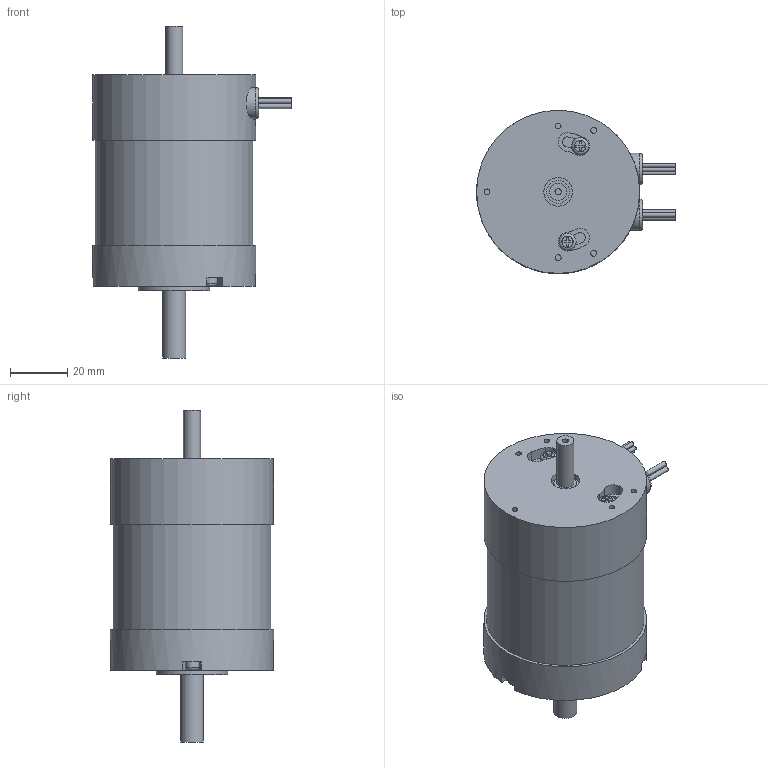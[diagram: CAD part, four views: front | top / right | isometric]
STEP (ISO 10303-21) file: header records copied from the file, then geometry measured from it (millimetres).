
FILE_DESCRIPTION( ( 'Unknown' ), '1' );
FILE_NAME( 'BR5773.stp', 'Unknown', ( 'Unknown' ), ( 'Unknown' ), 'PSStep 17.0.49', 'Unknown', ' ' );
FILE_SCHEMA( ( 'AUTOMOTIVE_DESIGN { 1 0 10303 214 1 1 1 1 }' ) );
Length unit declared in the file: millimetre
Products named in the file (1): 1
Bounding box: 69.48 x 57 x 116 mm (x, y, z)
Volume: 184088.8 mm3; surface area: 21693.4 mm2
Topology: 1 solids, 1 shells, 185 faces, 413 edges, 273 vertices
Faces by surface type: plane 118, cylinder 60, torus 7
Full cylindrical faces by diameter (mm): 1.3 x5, 1.75 x3, 2.013 x5, 2.2 x2, 3.242 x8, 5 x5, 6 x3, 8 x2, 10 x1, 11 x2, 13 x1, 25 x1, 55 x1, 57 x2
Entity records: 6450 total; most frequent: CARTESIAN_POINT 956, DIRECTION 856, ORIENTED_EDGE 708, EDGE_CURVE 354, AXIS2_PLACEMENT_3D 318, EDGE_LOOP 276, VERTEX_POINT 262, FACE_OUTER_BOUND 233
